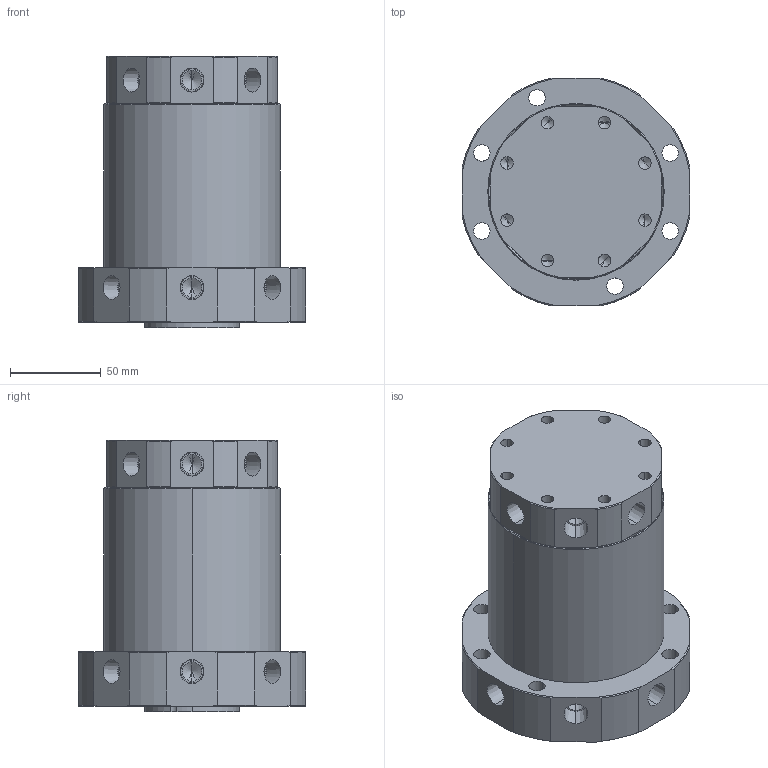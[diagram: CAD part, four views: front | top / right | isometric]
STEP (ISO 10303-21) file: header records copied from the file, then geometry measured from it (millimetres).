
FILE_DESCRIPTION (( 'STEP AP214' ), '1' );
FILE_NAME ('CJRC080-S-A.STEP', '2019-12-02T06:18:02', ( 'Windows' ), ( 'Microsoft' ), 'SwSTEP 2.0', 'SolidWorks 2015', '' );
FILE_SCHEMA (( 'AUTOMOTIVE_DESIGN' ));
Length unit declared in the file: millimetre
Products named in the file (1): CJRC080-S-A
Bounding box: 125 x 125 x 149 mm (x, y, z)
Volume: 1064554.7 mm3; surface area: 110509.7 mm2
Topology: 2 solids, 2 shells, 318 faces, 780 edges, 465 vertices
Faces by surface type: cone 148, cylinder 114, plane 56
Entity records: 9263 total; most frequent: CARTESIAN_POINT 1690, DIRECTION 1652, ORIENTED_EDGE 1428, EDGE_CURVE 714, AXIS2_PLACEMENT_3D 683, VERTEX_POINT 465, EDGE_LOOP 395, CIRCLE 364
